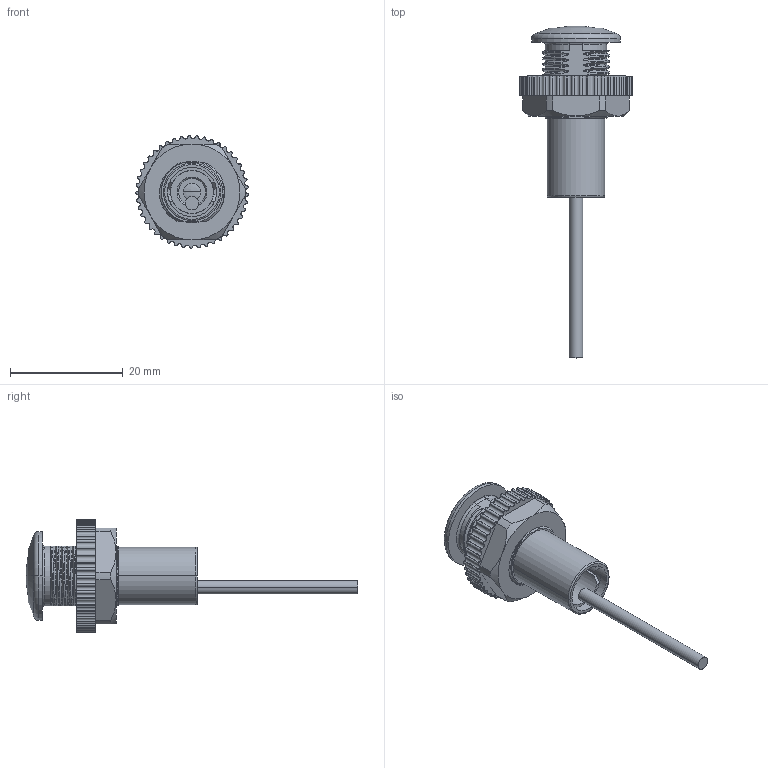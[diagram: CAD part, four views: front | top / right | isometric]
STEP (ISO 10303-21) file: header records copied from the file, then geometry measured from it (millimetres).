
FILE_DESCRIPTION((''),'2;1');
FILE_NAME('146260_SW','2009-11-25T',('banengservice'),('BANNER ENGINEERING'),'PRO/ENGINEER BY PARAMETRIC TECHNOLOGY CORPORATION, 2009141','PRO/ENGINEER BY PARAMETRIC TECHNOLOGY CORPORATION, 2009141','');
FILE_SCHEMA(('CONFIG_CONTROL_DESIGN'));
Length unit declared in the file: inch
Products named in the file (1): 146260_SW
Bounding box: 19.98 x 58.88 x 19.98 mm (x, y, z)
Volume: 2894.9 mm3; surface area: 3250.2 mm2
Topology: 2 solids, 2 shells, 328 faces, 924 edges, 602 vertices
Faces by surface type: plane 130, cylinder 130, bspline 38, cone 18, torus 8, revolution 4
Entity records: 13234 total; most frequent: CARTESIAN_POINT 4825, ORIENTED_EDGE 1840, DIRECTION 1661, EDGE_CURVE 920, VERTEX_POINT 602, AXIS2_PLACEMENT_3D 581, VECTOR 495, LINE 495
